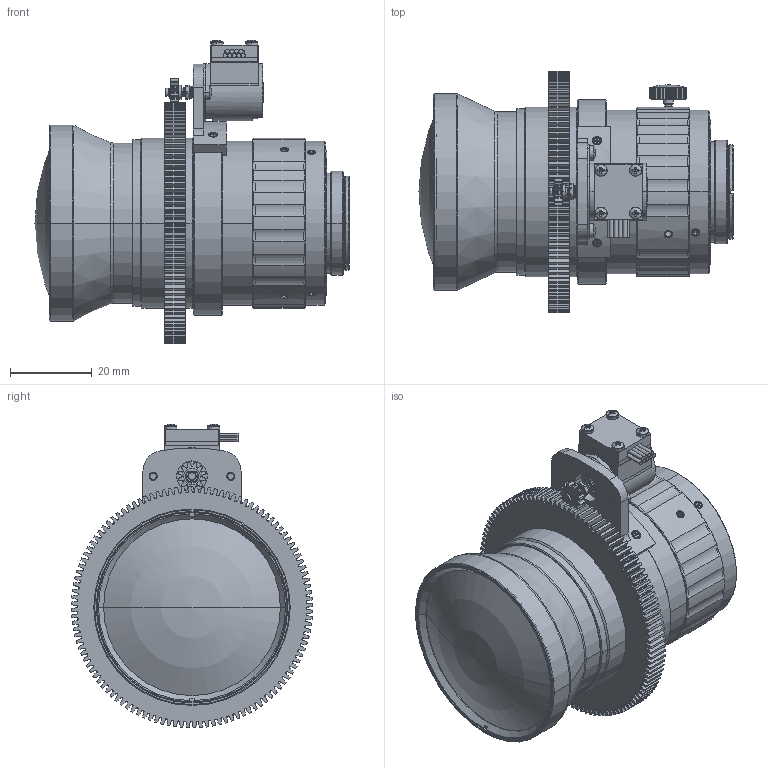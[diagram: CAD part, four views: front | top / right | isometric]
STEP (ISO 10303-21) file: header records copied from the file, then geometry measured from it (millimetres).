
FILE_DESCRIPTION(('FreeCAD Model'),'2;1');
FILE_NAME('Open CASCADE Shape Model','2025-01-21T13:47:32',('Author'),( ''),'Open CASCADE STEP processor 7.8','FreeCAD','Unknown');
FILE_SCHEMA(('AUTOMOTIVE_DESIGN { 1 0 10303 214 1 1 1 1 }'));
Length unit declared in the file: millimetre
Products named in the file (94): VA-LCM-20MP-12MM-F2.8-110-AF; 505_AF004; 505_AF0; 505_AF001; 505_AF002; 505_AF003; 202_AF0_ASM; 502_AF004; 502_AF0; 502_AF001; 502_AF002; 502_AF003; 513_AF0; 205_AF0_ASM; 203_AF0_ASM; 503_AF007; 503_AF0; 503_AF001; 503_AF002; 503_AF003; 503_AF004; 503_AF005; 503_AF006; ASM0001_AF0_ASM; MA083-01-01_AF1_ASM; MA117-02-20________AF2; 515_AF0; 519_AF0; 204_AF0_ASM; 504_AF0; SOLID; COMPOUND002; COMPOUND; COMPOUND001; 314_AF0; 518_AF0; SOLID001; SHELL; 506_AF0; SOLID002 ...
Assembly tree (98 placements, depth 6):
  VA-LCM-20MP-12MM-F2.8-110-AF
    505_AF004
      505_AF0
      505_AF001
      505_AF002
      505_AF003
    202_AF0_ASM
      502_AF004
        502_AF0
        502_AF001
        502_AF002
        502_AF003
      513_AF0
    205_AF0_ASM
      203_AF0_ASM
        503_AF007
          503_AF0
          503_AF001
          503_AF002
          503_AF003
          503_AF004
          503_AF005
          503_AF006
        ASM0001_AF0_ASM
          MA083-01-01_AF1_ASM
            MA117-02-20________AF2
        515_AF0
      519_AF0
      204_AF0_ASM
        504_AF0
          SOLID
          COMPOUND002
            COMPOUND
            COMPOUND001
        314_AF0
        518_AF0
          SOLID001
          SHELL
    506_AF0
      SOLID002
      SHELL001
    507_AF0
    LS4005B-542_AF0
    508_AF0
      SOLID003
      COMPOUND006
        COMPOUND003
        COMPOUND004
        COMPOUND005
    509_AF0
      SOLID004
      SHELL002
    201_AF0_ASM
      501_AF0
        SOLID005
        COMPOUND009
          COMPOUND007
          COMPOUND008
      301_AF0
      511_AF0
Bounding box: 76.75 x 59 x 74.26 mm (x, y, z)
Volume: 22623.7 mm3; surface area: 42757.2 mm2
Topology: 46 solids, 76 shells, 2705 faces, 7568 edges, 4844 vertices
Faces by surface type: cylinder 1072, plane 529, cone 387, extrusion 372, torus 128, sphere 122, bspline 95
Entity records: 109425 total; most frequent: CARTESIAN_POINT 48283, ORIENTED_EDGE 12882, DIRECTION 11528, EDGE_CURVE 6501, AXIS2_PLACEMENT_3D 4484, VERTEX_POINT 4257, VECTOR 2560, FACE_BOUND 2506
